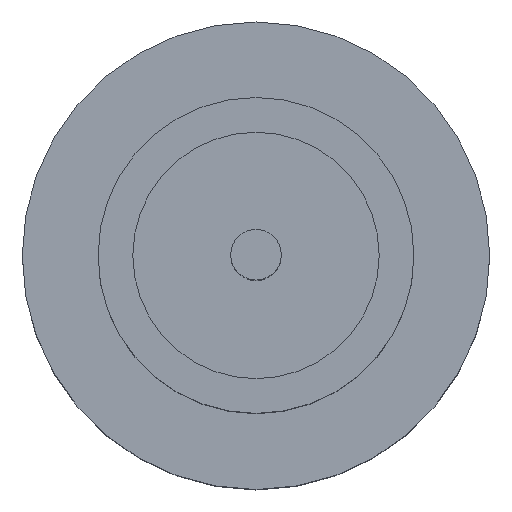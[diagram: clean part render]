
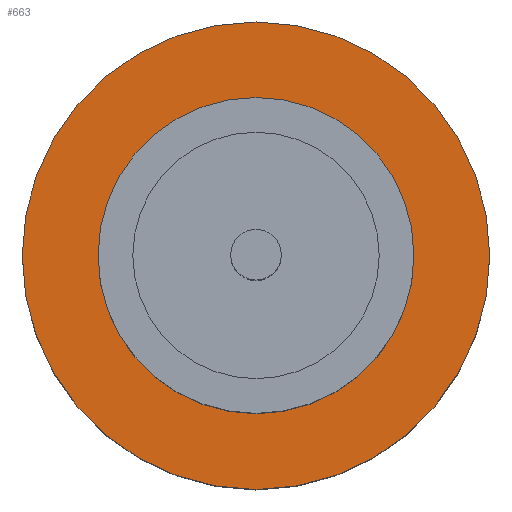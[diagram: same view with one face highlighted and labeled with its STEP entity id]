
A CAD part, top view. The second image highlights one B-rep face of the part: STEP entity #663.
In plain terms, the highlighted planar face has unit normal (0, 0, 1).
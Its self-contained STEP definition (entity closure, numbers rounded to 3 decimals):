
#14 = EDGE_CURVE ( 'NONE', #570, #605, #706, .T. ) ;
#72 = AXIS2_PLACEMENT_3D ( 'NONE', #589, #211, #776 ) ;
#78 = CARTESIAN_POINT ( 'NONE',  ( 0., 0., 1.55 ) ) ;
#94 = PLANE ( 'NONE',  #651 ) ;
#98 = EDGE_CURVE ( 'NONE', #845, #514, #492, .T. ) ;
#124 = AXIS2_PLACEMENT_3D ( 'NONE', #209, #519, #582 ) ;
#125 = CIRCLE ( 'NONE', #715, 1.85 ) ;
#131 = CARTESIAN_POINT ( 'NONE',  ( 1.85, 0., 1.55 ) ) ;
#144 = EDGE_CURVE ( 'NONE', #514, #845, #843, .T. ) ;
#152 = DIRECTION ( 'NONE',  ( 1., 0., 0. ) ) ;
#209 = CARTESIAN_POINT ( 'NONE',  ( 0., 0., 1.55 ) ) ;
#211 = DIRECTION ( 'NONE',  ( 0., 0., 1. ) ) ;
#216 = CARTESIAN_POINT ( 'NONE',  ( -1.85, 0., 1.55 ) ) ;
#277 = DIRECTION ( 'NONE',  ( 0., 0., 1. ) ) ;
#322 = EDGE_LOOP ( 'NONE', ( #617, #766 ) ) ;
#419 = ORIENTED_EDGE ( 'NONE', *, *, #144, .F. ) ;
#492 = CIRCLE ( 'NONE', #72, 1.25 ) ;
#514 = VERTEX_POINT ( 'NONE', #854 ) ;
#519 = DIRECTION ( 'NONE',  ( 0., 0., 1. ) ) ;
#538 = DIRECTION ( 'NONE',  ( 0., 0., 1. ) ) ;
#547 = ORIENTED_EDGE ( 'NONE', *, *, #98, .F. ) ;
#564 = FACE_OUTER_BOUND ( 'NONE', #322, .T. ) ;
#570 = VERTEX_POINT ( 'NONE', #216 ) ;
#582 = DIRECTION ( 'NONE',  ( 1., 0., 0. ) ) ;
#587 = EDGE_CURVE ( 'NONE', #605, #570, #125, .T. ) ;
#589 = CARTESIAN_POINT ( 'NONE',  ( 0., 0., 1.55 ) ) ;
#595 = FACE_BOUND ( 'NONE', #682, .T. ) ;
#596 = CARTESIAN_POINT ( 'NONE',  ( 0., 0., 1.55 ) ) ;
#605 = VERTEX_POINT ( 'NONE', #131 ) ;
#617 = ORIENTED_EDGE ( 'NONE', *, *, #14, .T. ) ;
#624 = CARTESIAN_POINT ( 'NONE',  ( 0., 0., 1.55 ) ) ;
#635 = CARTESIAN_POINT ( 'NONE',  ( -1.25, 0., 1.55 ) ) ;
#637 = AXIS2_PLACEMENT_3D ( 'NONE', #78, #538, #152 ) ;
#651 = AXIS2_PLACEMENT_3D ( 'NONE', #624, #686, #817 ) ;
#663 = ADVANCED_FACE ( 'NONE', ( #595, #564 ), #94, .T. ) ;
#682 = EDGE_LOOP ( 'NONE', ( #419, #547 ) ) ;
#686 = DIRECTION ( 'NONE',  ( 0., 0., 1. ) ) ;
#706 = CIRCLE ( 'NONE', #637, 1.85 ) ;
#715 = AXIS2_PLACEMENT_3D ( 'NONE', #596, #277, #736 ) ;
#736 = DIRECTION ( 'NONE',  ( 1., 0., 0. ) ) ;
#766 = ORIENTED_EDGE ( 'NONE', *, *, #587, .T. ) ;
#776 = DIRECTION ( 'NONE',  ( 1., 0., 0. ) ) ;
#817 = DIRECTION ( 'NONE',  ( 1., 0., 0. ) ) ;
#843 = CIRCLE ( 'NONE', #124, 1.25 ) ;
#845 = VERTEX_POINT ( 'NONE', #635 ) ;
#854 = CARTESIAN_POINT ( 'NONE',  ( 1.25, 0., 1.55 ) ) ;
